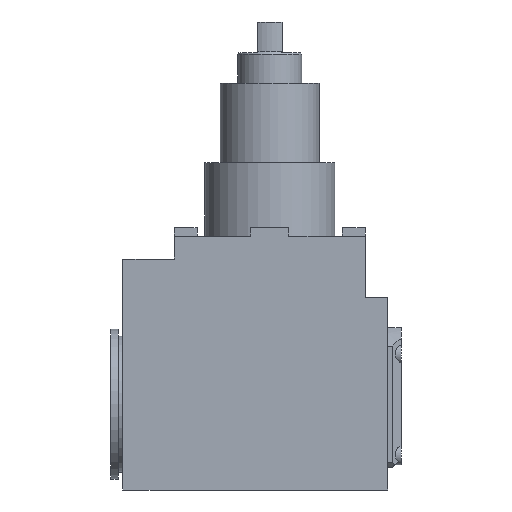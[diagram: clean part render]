
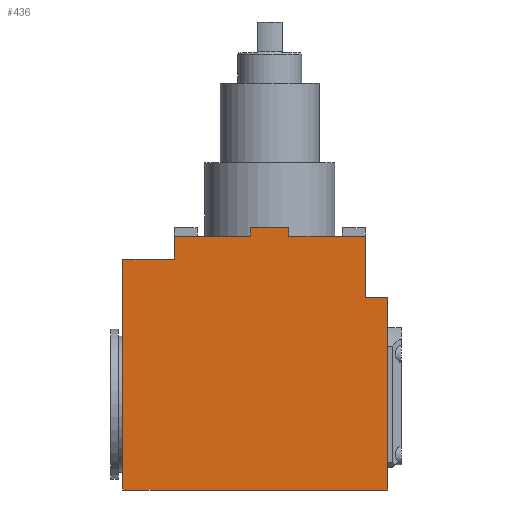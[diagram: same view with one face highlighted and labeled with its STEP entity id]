
A CAD part, front view. The second image highlights one B-rep face of the part: STEP entity #436.
In plain terms, the highlighted planar face has unit normal (0, -1, 0).
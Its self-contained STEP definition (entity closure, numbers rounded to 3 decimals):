
#85=LINE('',#2147,#196);
#97=LINE('',#2171,#208);
#109=LINE('',#2195,#220);
#111=LINE('',#2199,#222);
#141=LINE('',#2335,#252);
#144=LINE('',#2341,#255);
#145=LINE('',#2343,#256);
#146=LINE('',#2345,#257);
#147=LINE('',#2346,#258);
#148=LINE('',#2347,#259);
#149=LINE('',#2349,#260);
#150=LINE('',#2351,#261);
#196=VECTOR('',#1583,1.);
#208=VECTOR('',#1601,1.);
#220=VECTOR('',#1623,1.);
#222=VECTOR('',#1627,1.);
#252=VECTOR('',#1787,1.);
#255=VECTOR('',#1792,1.);
#256=VECTOR('',#1795,1.);
#257=VECTOR('',#1796,1.);
#258=VECTOR('',#1797,1.);
#259=VECTOR('',#1798,1.);
#260=VECTOR('',#1799,1.);
#261=VECTOR('',#1800,1.);
#312=PLANE('',#1452);
#363=FACE_OUTER_BOUND('',#601,.T.);
#436=ADVANCED_FACE('',(#363),#312,.T.);
#601=EDGE_LOOP('',(#867,#868,#869,#870,#871,#872,#873,#874,#875,#876,#877,
#878));
#867=ORIENTED_EDGE('',*,*,#1251,.T.);
#868=ORIENTED_EDGE('',*,*,#1172,.F.);
#869=ORIENTED_EDGE('',*,*,#1186,.F.);
#870=ORIENTED_EDGE('',*,*,#1184,.T.);
#871=ORIENTED_EDGE('',*,*,#1252,.T.);
#872=ORIENTED_EDGE('',*,*,#1160,.T.);
#873=ORIENTED_EDGE('',*,*,#1253,.T.);
#874=ORIENTED_EDGE('',*,*,#1247,.T.);
#875=ORIENTED_EDGE('',*,*,#1250,.T.);
#876=ORIENTED_EDGE('',*,*,#1254,.T.);
#877=ORIENTED_EDGE('',*,*,#1255,.T.);
#878=ORIENTED_EDGE('',*,*,#1256,.T.);
#1028=VERTEX_POINT('',#2146);
#1029=VERTEX_POINT('',#2148);
#1034=VERTEX_POINT('',#2165);
#1037=VERTEX_POINT('',#2170);
#1044=VERTEX_POINT('',#2194);
#1045=VERTEX_POINT('',#2196);
#1086=VERTEX_POINT('',#2334);
#1087=VERTEX_POINT('',#2336);
#1088=VERTEX_POINT('',#2340);
#1089=VERTEX_POINT('',#2344);
#1090=VERTEX_POINT('',#2348);
#1091=VERTEX_POINT('',#2350);
#1160=EDGE_CURVE('',#1029,#1028,#85,.T.);
#1172=EDGE_CURVE('',#1037,#1034,#97,.T.);
#1184=EDGE_CURVE('',#1045,#1044,#109,.T.);
#1186=EDGE_CURVE('',#1045,#1037,#111,.T.);
#1247=EDGE_CURVE('',#1087,#1086,#141,.T.);
#1250=EDGE_CURVE('',#1086,#1088,#144,.T.);
#1251=EDGE_CURVE('',#1089,#1034,#145,.T.);
#1252=EDGE_CURVE('',#1044,#1029,#146,.T.);
#1253=EDGE_CURVE('',#1028,#1087,#147,.T.);
#1254=EDGE_CURVE('',#1088,#1090,#148,.T.);
#1255=EDGE_CURVE('',#1090,#1091,#149,.T.);
#1256=EDGE_CURVE('',#1091,#1089,#150,.T.);
#1452=AXIS2_PLACEMENT_3D('',#2352,#1801,#1802);
#1583=DIRECTION('',(0.,0.,-1.));
#1601=DIRECTION('',(0.,0.,-1.));
#1623=DIRECTION('',(0.,0.,-1.));
#1627=DIRECTION('',(1.,0.,0.));
#1787=DIRECTION('',(0.,0.,-1.));
#1792=DIRECTION('',(1.,0.,0.));
#1795=DIRECTION('',(-1.,0.,0.));
#1796=DIRECTION('',(-1.,0.,0.));
#1797=DIRECTION('',(-1.,0.,0.));
#1798=DIRECTION('',(0.,0.,1.));
#1799=DIRECTION('',(-1.,0.,0.));
#1800=DIRECTION('',(0.,0.,1.));
#1801=DIRECTION('',(0.,-1.,0.));
#1802=DIRECTION('',(0.,0.,-1.));
#2146=CARTESIAN_POINT('',(-62.5,-62.5,-15.));
#2147=CARTESIAN_POINT('',(-62.5,-62.5,0.));
#2148=CARTESIAN_POINT('',(-62.5,-62.5,0.));
#2165=CARTESIAN_POINT('',(12.502,-62.5,0.));
#2170=CARTESIAN_POINT('',(12.502,-62.5,5.5));
#2171=CARTESIAN_POINT('',(12.502,-62.5,5.5));
#2194=CARTESIAN_POINT('',(-12.498,-62.5,0.));
#2195=CARTESIAN_POINT('',(-12.498,-62.5,5.5));
#2196=CARTESIAN_POINT('',(-12.498,-62.5,5.5));
#2199=CARTESIAN_POINT('',(-12.498,-62.5,5.5));
#2334=CARTESIAN_POINT('',(-96.,-62.5,-166.));
#2335=CARTESIAN_POINT('',(-96.,-62.5,-15.));
#2336=CARTESIAN_POINT('',(-96.,-62.5,-15.));
#2340=CARTESIAN_POINT('',(77.,-62.5,-166.));
#2341=CARTESIAN_POINT('',(77.,-62.5,-166.));
#2343=CARTESIAN_POINT('',(-62.5,-62.5,0.));
#2344=CARTESIAN_POINT('',(62.5,-62.5,0.));
#2345=CARTESIAN_POINT('',(-62.5,-62.5,0.));
#2346=CARTESIAN_POINT('',(-96.,-62.5,-15.));
#2347=CARTESIAN_POINT('',(77.,-62.5,-40.));
#2348=CARTESIAN_POINT('',(77.,-62.5,-40.));
#2349=CARTESIAN_POINT('',(62.5,-62.5,-40.));
#2350=CARTESIAN_POINT('',(62.5,-62.5,-40.));
#2351=CARTESIAN_POINT('',(62.5,-62.5,0.));
#2352=CARTESIAN_POINT('',(0.,-62.5,0.));
